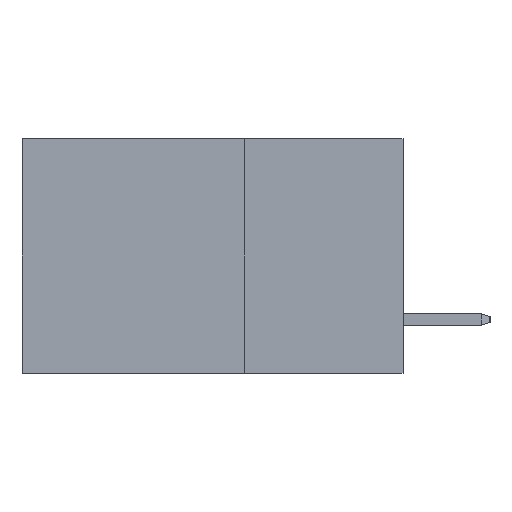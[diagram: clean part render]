
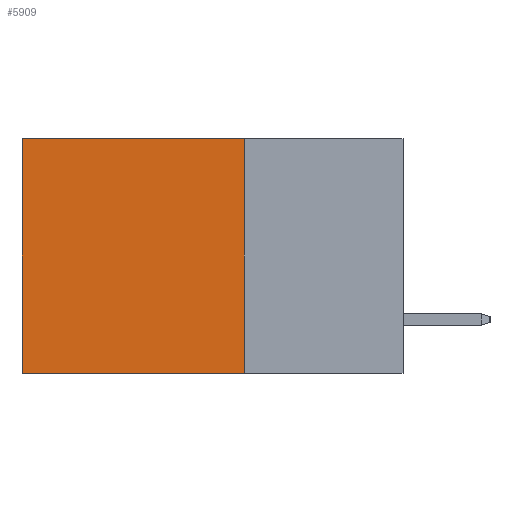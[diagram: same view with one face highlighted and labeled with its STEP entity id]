
A CAD part, left-side view. The second image highlights one B-rep face of the part: STEP entity #5909.
In plain terms, the highlighted planar face has unit normal (-1, 0, 0).
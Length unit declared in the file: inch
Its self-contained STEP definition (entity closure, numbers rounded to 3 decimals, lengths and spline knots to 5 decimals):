
#110 = DIRECTION ( 'NONE',  ( 0., 0., -1. ) ) ;
#299 = VECTOR ( 'NONE', #2239, 39.37008 ) ;
#367 = CARTESIAN_POINT ( 'NONE',  ( 0.2875, 0.25, 0. ) ) ;
#436 = VERTEX_POINT ( 'NONE', #7212 ) ;
#735 = VECTOR ( 'NONE', #5683, 39.37008 ) ;
#1497 = LINE ( 'NONE', #5736, #3399 ) ;
#1611 = EDGE_CURVE ( 'NONE', #9075, #436, #1497, .T. ) ;
#1616 = LINE ( 'NONE', #7033, #735 ) ;
#2059 = VERTEX_POINT ( 'NONE', #4349 ) ;
#2239 = DIRECTION ( 'NONE',  ( 0., 0., -1. ) ) ;
#3033 = EDGE_LOOP ( 'NONE', ( #5195, #8947, #7129, #3918 ) ) ;
#3399 = VECTOR ( 'NONE', #8587, 39.37008 ) ;
#3451 = FACE_OUTER_BOUND ( 'NONE', #3033, .T. ) ;
#3775 = CARTESIAN_POINT ( 'NONE',  ( 0.2875, 0.25, 0. ) ) ;
#3918 = ORIENTED_EDGE ( 'NONE', *, *, #6322, .T. ) ;
#3974 = LINE ( 'NONE', #367, #6646 ) ;
#4349 = CARTESIAN_POINT ( 'NONE',  ( 0.2875, 0.25, 0. ) ) ;
#5195 = ORIENTED_EDGE ( 'NONE', *, *, #8246, .T. ) ;
#5267 = CARTESIAN_POINT ( 'NONE',  ( 0.2875, 0.6, 0. ) ) ;
#5683 = DIRECTION ( 'NONE',  ( 0., 0., -1. ) ) ;
#5736 = CARTESIAN_POINT ( 'NONE',  ( 0.2875, 0.25, -0.37 ) ) ;
#5909 = ADVANCED_FACE ( 'NONE', ( #3451 ), #6361, .F. ) ;
#6322 = EDGE_CURVE ( 'NONE', #2059, #8419, #3974, .T. ) ;
#6361 = PLANE ( 'NONE',  #8609 ) ;
#6646 = VECTOR ( 'NONE', #8147, 39.37008 ) ;
#7033 = CARTESIAN_POINT ( 'NONE',  ( 0.2875, 0.6, 0. ) ) ;
#7129 = ORIENTED_EDGE ( 'NONE', *, *, #9281, .F. ) ;
#7212 = CARTESIAN_POINT ( 'NONE',  ( 0.2875, 0.6, -0.37 ) ) ;
#7239 = LINE ( 'NONE', #3775, #299 ) ;
#7856 = CARTESIAN_POINT ( 'NONE',  ( 0.2875, 0.25, -0.37 ) ) ;
#8147 = DIRECTION ( 'NONE',  ( 0., 1., 0. ) ) ;
#8246 = EDGE_CURVE ( 'NONE', #8419, #436, #1616, .T. ) ;
#8419 = VERTEX_POINT ( 'NONE', #5267 ) ;
#8587 = DIRECTION ( 'NONE',  ( 0., 1., 0. ) ) ;
#8609 = AXIS2_PLACEMENT_3D ( 'NONE', #9283, #8683, #110 ) ;
#8683 = DIRECTION ( 'NONE',  ( 1., 0., 0. ) ) ;
#8947 = ORIENTED_EDGE ( 'NONE', *, *, #1611, .F. ) ;
#9075 = VERTEX_POINT ( 'NONE', #7856 ) ;
#9281 = EDGE_CURVE ( 'NONE', #2059, #9075, #7239, .T. ) ;
#9283 = CARTESIAN_POINT ( 'NONE',  ( 0.2875, 0.25, 0. ) ) ;
